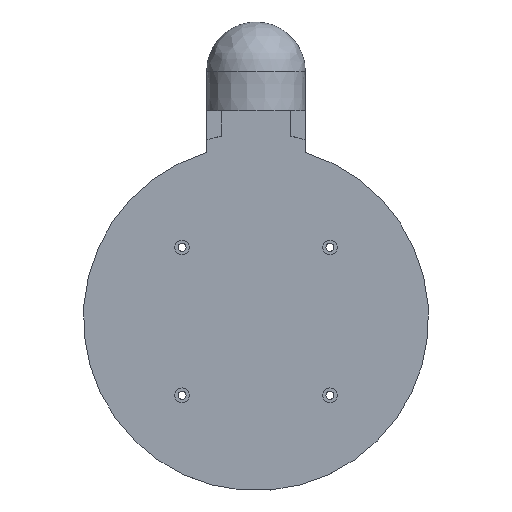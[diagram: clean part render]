
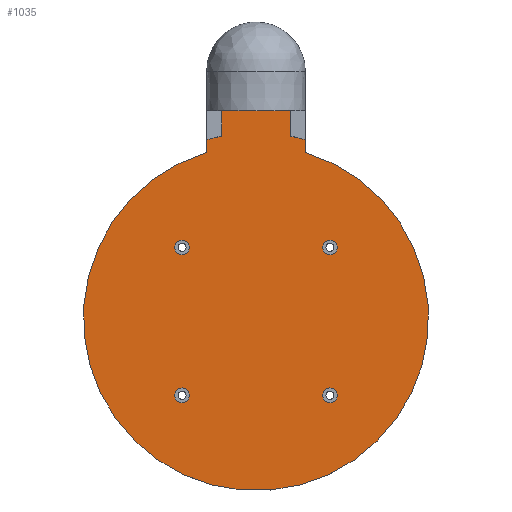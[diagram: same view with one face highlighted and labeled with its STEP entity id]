
A CAD part, top view. The second image highlights one B-rep face of the part: STEP entity #1035.
In plain terms, the highlighted planar face has unit normal (0, 0, 1).
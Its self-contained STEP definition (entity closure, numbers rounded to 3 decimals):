
#28=FACE_BOUND('',#177,.T.);
#29=FACE_BOUND('',#178,.T.);
#30=FACE_BOUND('',#179,.T.);
#31=FACE_BOUND('',#180,.T.);
#61=PLANE('',#1139);
#111=FACE_OUTER_BOUND('',#176,.T.);
#176=EDGE_LOOP('',(#863,#864,#865,#866,#867,#868,#869,#870,#871,#872,#873,
#874));
#177=EDGE_LOOP('',(#875));
#178=EDGE_LOOP('',(#876));
#179=EDGE_LOOP('',(#877));
#180=EDGE_LOOP('',(#878));
#267=LINE('',#1684,#363);
#269=LINE('',#1689,#365);
#272=LINE('',#1694,#368);
#274=LINE('',#1698,#370);
#276=LINE('',#1701,#372);
#281=LINE('',#1712,#377);
#282=LINE('',#1713,#378);
#283=LINE('',#1715,#379);
#284=LINE('',#1718,#380);
#363=VECTOR('',#1359,10.);
#365=VECTOR('',#1363,10.);
#368=VECTOR('',#1368,10.);
#370=VECTOR('',#1372,10.);
#372=VECTOR('',#1376,10.);
#377=VECTOR('',#1385,10.);
#378=VECTOR('',#1386,10.);
#379=VECTOR('',#1387,10.);
#380=VECTOR('',#1390,10.);
#432=CIRCLE('',#1130,37.5);
#433=CIRCLE('',#1132,37.5);
#434=CIRCLE('',#1140,35.);
#435=CIRCLE('',#1141,1.5);
#436=CIRCLE('',#1142,1.5);
#437=CIRCLE('',#1143,1.5);
#438=CIRCLE('',#1144,1.5);
#506=VERTEX_POINT('',#1669);
#507=VERTEX_POINT('',#1670);
#508=VERTEX_POINT('',#1675);
#509=VERTEX_POINT('',#1676);
#511=VERTEX_POINT('',#1682);
#512=VERTEX_POINT('',#1687);
#513=VERTEX_POINT('',#1688);
#514=VERTEX_POINT('',#1693);
#515=VERTEX_POINT('',#1697);
#519=VERTEX_POINT('',#1711);
#520=VERTEX_POINT('',#1714);
#521=VERTEX_POINT('',#1716);
#522=VERTEX_POINT('',#1719);
#523=VERTEX_POINT('',#1721);
#524=VERTEX_POINT('',#1723);
#525=VERTEX_POINT('',#1725);
#622=EDGE_CURVE('',#506,#507,#432,.T.);
#625=EDGE_CURVE('',#508,#509,#433,.T.);
#629=EDGE_CURVE('',#509,#511,#267,.T.);
#631=EDGE_CURVE('',#512,#513,#269,.T.);
#634=EDGE_CURVE('',#513,#514,#272,.T.);
#636=EDGE_CURVE('',#514,#515,#274,.T.);
#638=EDGE_CURVE('',#515,#506,#276,.T.);
#643=EDGE_CURVE('',#511,#519,#281,.T.);
#644=EDGE_CURVE('',#519,#512,#282,.T.);
#645=EDGE_CURVE('',#507,#520,#283,.T.);
#646=EDGE_CURVE('',#520,#521,#434,.T.);
#647=EDGE_CURVE('',#521,#508,#284,.T.);
#648=EDGE_CURVE('',#522,#522,#435,.T.);
#649=EDGE_CURVE('',#523,#523,#436,.T.);
#650=EDGE_CURVE('',#524,#524,#437,.T.);
#651=EDGE_CURVE('',#525,#525,#438,.T.);
#863=ORIENTED_EDGE('',*,*,#625,.T.);
#864=ORIENTED_EDGE('',*,*,#629,.T.);
#865=ORIENTED_EDGE('',*,*,#643,.T.);
#866=ORIENTED_EDGE('',*,*,#644,.T.);
#867=ORIENTED_EDGE('',*,*,#631,.T.);
#868=ORIENTED_EDGE('',*,*,#634,.T.);
#869=ORIENTED_EDGE('',*,*,#636,.T.);
#870=ORIENTED_EDGE('',*,*,#638,.T.);
#871=ORIENTED_EDGE('',*,*,#622,.T.);
#872=ORIENTED_EDGE('',*,*,#645,.T.);
#873=ORIENTED_EDGE('',*,*,#646,.T.);
#874=ORIENTED_EDGE('',*,*,#647,.T.);
#875=ORIENTED_EDGE('',*,*,#648,.T.);
#876=ORIENTED_EDGE('',*,*,#649,.T.);
#877=ORIENTED_EDGE('',*,*,#650,.T.);
#878=ORIENTED_EDGE('',*,*,#651,.T.);
#1035=ADVANCED_FACE('',(#111,#28,#29,#30,#31),#61,.T.);
#1130=AXIS2_PLACEMENT_3D('',#1671,#1346,#1347);
#1132=AXIS2_PLACEMENT_3D('',#1677,#1352,#1353);
#1139=AXIS2_PLACEMENT_3D('',#1710,#1383,#1384);
#1140=AXIS2_PLACEMENT_3D('',#1717,#1388,#1389);
#1141=AXIS2_PLACEMENT_3D('',#1720,#1391,#1392);
#1142=AXIS2_PLACEMENT_3D('',#1722,#1393,#1394);
#1143=AXIS2_PLACEMENT_3D('',#1724,#1395,#1396);
#1144=AXIS2_PLACEMENT_3D('',#1726,#1397,#1398);
#1346=DIRECTION('center_axis',(0.,0.,1.));
#1347=DIRECTION('ref_axis',(-1.,0.,0.));
#1352=DIRECTION('center_axis',(0.,0.,1.));
#1353=DIRECTION('ref_axis',(-1.,0.,0.));
#1359=DIRECTION('',(0.,1.,0.));
#1363=DIRECTION('',(-1.,0.,0.));
#1368=DIRECTION('',(0.,-1.,0.));
#1372=DIRECTION('',(1.,0.,0.));
#1376=DIRECTION('',(0.,-1.,0.));
#1383=DIRECTION('center_axis',(0.,0.,1.));
#1384=DIRECTION('ref_axis',(-1.,0.,0.));
#1385=DIRECTION('',(-1.,0.,0.));
#1386=DIRECTION('',(0.,1.,0.));
#1387=DIRECTION('',(0.,-1.,0.));
#1388=DIRECTION('center_axis',(0.,0.,1.));
#1389=DIRECTION('ref_axis',(-1.,0.,0.));
#1390=DIRECTION('',(0.,1.,0.));
#1391=DIRECTION('center_axis',(0.,0.,-1.));
#1392=DIRECTION('ref_axis',(-1.,0.,0.));
#1393=DIRECTION('center_axis',(0.,0.,-1.));
#1394=DIRECTION('ref_axis',(-1.,0.,0.));
#1395=DIRECTION('center_axis',(0.,0.,-1.));
#1396=DIRECTION('ref_axis',(-1.,0.,0.));
#1397=DIRECTION('center_axis',(0.,0.,-1.));
#1398=DIRECTION('ref_axis',(-1.,0.,0.));
#1669=CARTESIAN_POINT('',(30.009,-0.157,66.));
#1670=CARTESIAN_POINT('',(27.005,-0.857,66.));
#1671=CARTESIAN_POINT('Origin',(37.,-37.,66.));
#1675=CARTESIAN_POINT('',(47.005,-0.859,66.));
#1676=CARTESIAN_POINT('',(44.,-0.159,66.));
#1677=CARTESIAN_POINT('Origin',(37.,-37.,66.));
#1682=CARTESIAN_POINT('',(44.,14.031,66.));
#1684=CARTESIAN_POINT('',(44.,-3.25,66.));
#1687=CARTESIAN_POINT('',(30.005,18.,66.));
#1688=CARTESIAN_POINT('',(30.,18.,66.));
#1689=CARTESIAN_POINT('',(33.5,18.,66.));
#1693=CARTESIAN_POINT('',(30.,14.,66.));
#1694=CARTESIAN_POINT('',(30.,-5.25,66.));
#1697=CARTESIAN_POINT('',(30.009,14.,66.));
#1698=CARTESIAN_POINT('',(33.505,14.,66.));
#1701=CARTESIAN_POINT('',(30.009,-12.329,66.));
#1710=CARTESIAN_POINT('Origin',(37.,-24.5,66.));
#1711=CARTESIAN_POINT('',(30.005,14.031,66.));
#1712=CARTESIAN_POINT('',(40.502,14.031,66.));
#1713=CARTESIAN_POINT('',(30.005,-5.235,66.));
#1714=CARTESIAN_POINT('',(27.005,-3.458,66.));
#1715=CARTESIAN_POINT('',(27.005,13.,66.));
#1716=CARTESIAN_POINT('',(47.005,-3.46,66.));
#1717=CARTESIAN_POINT('Origin',(37.,-37.,66.));
#1718=CARTESIAN_POINT('',(47.005,13.,66.));
#1719=CARTESIAN_POINT('',(53.5,-22.7,66.));
#1720=CARTESIAN_POINT('Origin',(52.,-22.7,66.));
#1721=CARTESIAN_POINT('',(23.5,-22.7,66.));
#1722=CARTESIAN_POINT('Origin',(22.,-22.7,66.));
#1723=CARTESIAN_POINT('',(53.5,-52.7,66.));
#1724=CARTESIAN_POINT('Origin',(52.,-52.7,66.));
#1725=CARTESIAN_POINT('',(23.5,-52.7,66.));
#1726=CARTESIAN_POINT('Origin',(22.,-52.7,66.));
